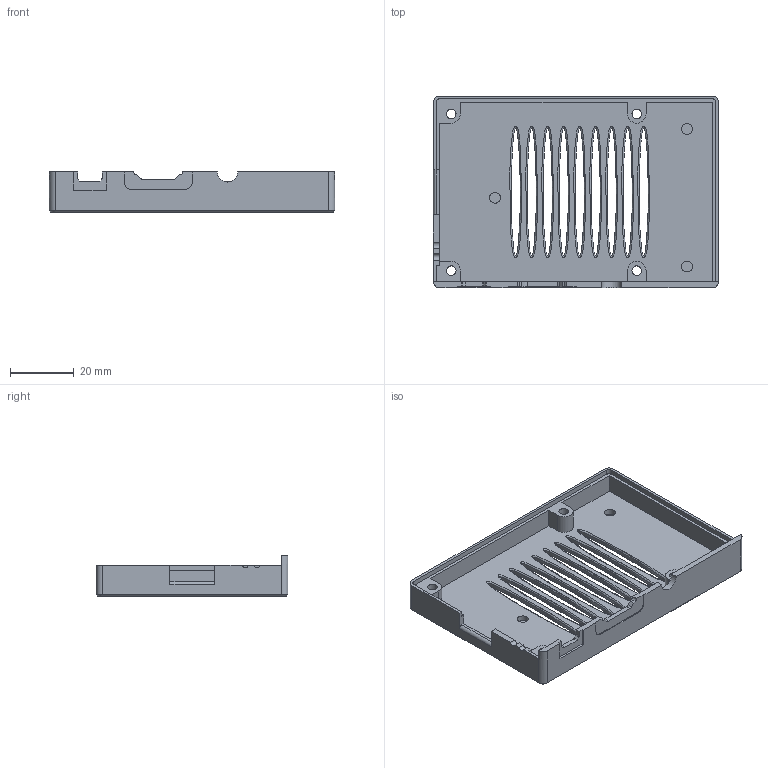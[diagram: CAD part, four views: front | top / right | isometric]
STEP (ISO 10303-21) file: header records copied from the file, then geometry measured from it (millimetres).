
FILE_DESCRIPTION(/* description */ ('STEP AP242','CAx-IF Rec.Pracs.---Representation and Presentation of Product Manufacturing Information (PMI)---4.0---2014-10-13','CAx-IF Rec.Pracs.---3D Tessellated Geometry---0.4---2014-09-14','2;1'),/* implementation_level */ '2;1');
FILE_NAME(/* name */ '68a0bb768b44cf52fd4dbaa8',/* time_stamp */ '2025-08-16T17:10:14Z',/* author */ (''),/* organization */ (''),/* preprocessor_version */ 'ST-DEVELOPER v20',/* originating_system */ 'ONSHAPE BY PTC INC, 1.202',/* authorisation */ ' ');
FILE_SCHEMA (('AP242_MANAGED_MODEL_BASED_3D_ENGINEERING_MIM_LF { 1 0 10303 442 1 1 4 }'));
Length unit declared in the file: metre
Products named in the file (1): base
Bounding box: 89.16 x 59.96 x 12.6 mm (x, y, z)
Volume: 13160.5 mm3; surface area: 15699.1 mm2
Topology: 1 solids, 1 shells, 140 faces, 391 edges, 256 vertices
Faces by surface type: plane 65, bspline 36, cylinder 35, cone 4
Full cylindrical faces by diameter (mm): 3 x4, 3.4 x3
Entity records: 26773 total; most frequent: CARTESIAN_POINT 23390, ORIENTED_EDGE 724, DIRECTION 585, EDGE_CURVE 362, VERTEX_POINT 252, LINE 223, VECTOR 223, EDGE_LOOP 194
